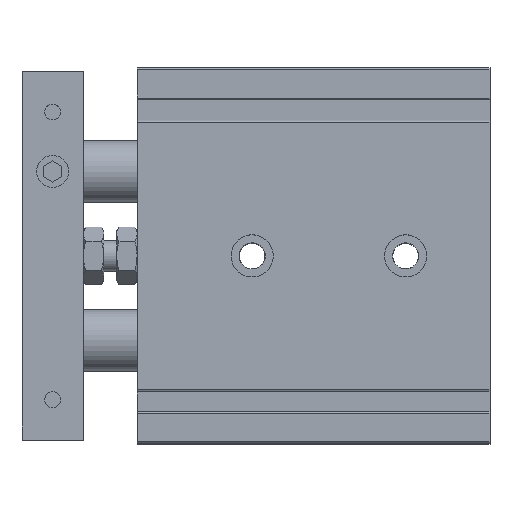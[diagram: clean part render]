
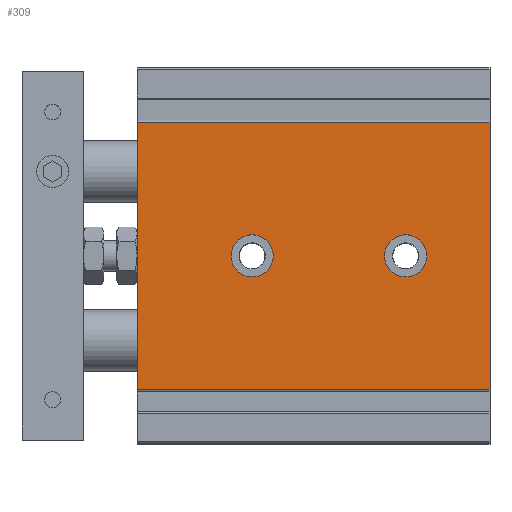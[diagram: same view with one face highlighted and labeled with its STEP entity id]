
A CAD part, top view. The second image highlights one B-rep face of the part: STEP entity #309.
In plain terms, the highlighted planar face has unit normal (0, 0, 1).
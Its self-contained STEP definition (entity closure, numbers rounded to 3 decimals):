
#309 = ADVANCED_FACE( '', ( #687, #688, #689 ), #690, .F. );
#687 = FACE_BOUND( '', #1243, .T. );
#688 = FACE_BOUND( '', #1244, .T. );
#689 = FACE_OUTER_BOUND( '', #1245, .T. );
#690 = PLANE( '', #1246 );
#1243 = EDGE_LOOP( '', ( #2324 ) );
#1244 = EDGE_LOOP( '', ( #2325 ) );
#1245 = EDGE_LOOP( '', ( #2326, #2327, #2328, #2329 ) );
#1246 = AXIS2_PLACEMENT_3D( '', #2330, #2331, #2332 );
#2324 = ORIENTED_EDGE( '', *, *, #3293, .T. );
#2325 = ORIENTED_EDGE( '', *, *, #3299, .T. );
#2326 = ORIENTED_EDGE( '', *, *, #3441, .T. );
#2327 = ORIENTED_EDGE( '', *, *, #3534, .F. );
#2328 = ORIENTED_EDGE( '', *, *, #3422, .F. );
#2329 = ORIENTED_EDGE( '', *, *, #3535, .T. );
#2330 = CARTESIAN_POINT( '', ( 92., 34.85, 19. ) );
#2331 = DIRECTION( '', ( 0., 0., -1. ) );
#2332 = DIRECTION( '', ( -1., 0., 0. ) );
#3293 = EDGE_CURVE( '', #3851, #3851, #3852, .T. );
#3299 = EDGE_CURVE( '', #3863, #3863, #3864, .T. );
#3422 = EDGE_CURVE( '', #4080, #4082, #4083, .T. );
#3441 = EDGE_CURVE( '', #4119, #4116, #4120, .T. );
#3534 = EDGE_CURVE( '', #4082, #4116, #4288, .T. );
#3535 = EDGE_CURVE( '', #4080, #4119, #4289, .T. );
#3851 = VERTEX_POINT( '', #4826 );
#3852 = CIRCLE( '', #4827, 5.5 );
#3863 = VERTEX_POINT( '', #4838 );
#3864 = CIRCLE( '', #4839, 5.5 );
#4080 = VERTEX_POINT( '', #5205 );
#4082 = VERTEX_POINT( '', #5207 );
#4083 = LINE( '', #5208, #5209 );
#4116 = VERTEX_POINT( '', #5249 );
#4119 = VERTEX_POINT( '', #5252 );
#4120 = LINE( '', #5253, #5254 );
#4288 = LINE( '', #5475, #5476 );
#4289 = LINE( '', #5477, #5478 );
#4826 = CARTESIAN_POINT( '', ( 64.5, 0., 19. ) );
#4827 = AXIS2_PLACEMENT_3D( '', #6010, #6011, #6012 );
#4838 = CARTESIAN_POINT( '', ( 24.5, 0., 19. ) );
#4839 = AXIS2_PLACEMENT_3D( '', #6028, #6029, #6030 );
#5205 = CARTESIAN_POINT( '', ( 92., 34.85, 19. ) );
#5207 = CARTESIAN_POINT( '', ( 92., -34.85, 19. ) );
#5208 = CARTESIAN_POINT( '', ( 92., 34.85, 19. ) );
#5209 = VECTOR( '', #6265, 1000. );
#5249 = CARTESIAN_POINT( '', ( 0., -34.85, 19. ) );
#5252 = CARTESIAN_POINT( '', ( 0., 34.85, 19. ) );
#5253 = CARTESIAN_POINT( '', ( 0., 34.85, 19. ) );
#5254 = VECTOR( '', #6306, 1000. );
#5475 = CARTESIAN_POINT( '', ( 92., -34.85, 19. ) );
#5476 = VECTOR( '', #6477, 1000. );
#5477 = CARTESIAN_POINT( '', ( 92., 34.85, 19. ) );
#5478 = VECTOR( '', #6478, 1000. );
#6010 = CARTESIAN_POINT( '', ( 70., 0., 19. ) );
#6011 = DIRECTION( '', ( 0., 0., -1. ) );
#6012 = DIRECTION( '', ( -1., 0., 0. ) );
#6028 = CARTESIAN_POINT( '', ( 30., 0., 19. ) );
#6029 = DIRECTION( '', ( 0., 0., -1. ) );
#6030 = DIRECTION( '', ( -1., 0., 0. ) );
#6265 = DIRECTION( '', ( 0., -1., 0. ) );
#6306 = DIRECTION( '', ( 0., -1., 0. ) );
#6477 = DIRECTION( '', ( -1., 0., 0. ) );
#6478 = DIRECTION( '', ( -1., 0., 0. ) );
